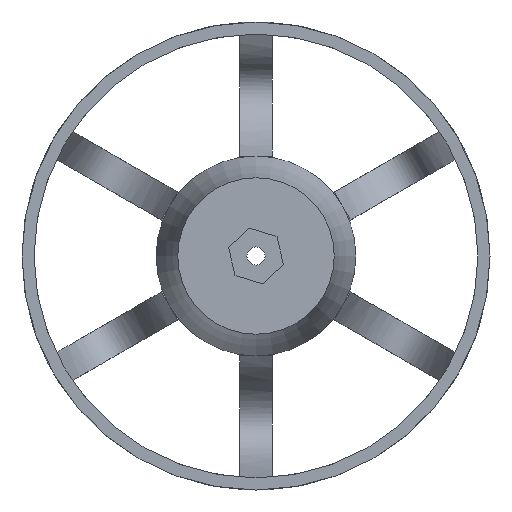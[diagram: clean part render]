
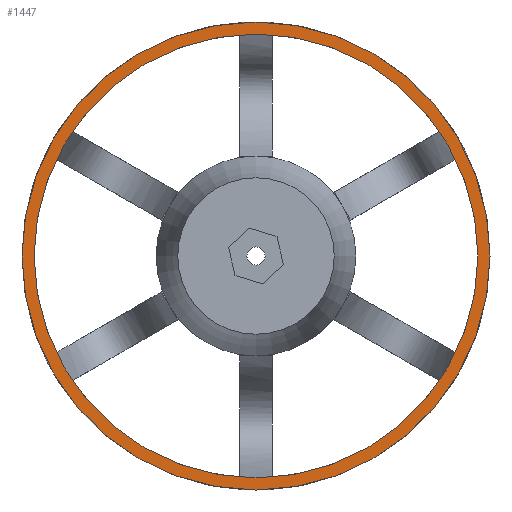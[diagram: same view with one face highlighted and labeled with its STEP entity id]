
A CAD part, left-side view. The second image highlights one B-rep face of the part: STEP entity #1447.
In plain terms, the highlighted planar face has unit normal (-1, 0, 0).
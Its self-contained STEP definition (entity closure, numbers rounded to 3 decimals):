
#19=FACE_BOUND('',#446,.T.);
#27=CIRCLE('',#1487,55.);
#39=CIRCLE('',#1526,58.);
#103=PLANE('',#1525);
#373=FACE_OUTER_BOUND('',#445,.T.);
#445=EDGE_LOOP('',(#1256));
#446=EDGE_LOOP('',(#1257));
#611=VERTEX_POINT('',#3242);
#674=VERTEX_POINT('',#4645);
#780=EDGE_CURVE('',#611,#611,#27,.T.);
#886=EDGE_CURVE('',#674,#674,#39,.T.);
#1256=ORIENTED_EDGE('',*,*,#886,.T.);
#1257=ORIENTED_EDGE('',*,*,#780,.T.);
#1447=ADVANCED_FACE('',(#373,#19),#103,.F.);
#1487=AXIS2_PLACEMENT_3D('',#3244,#1597,#1598);
#1525=AXIS2_PLACEMENT_3D('',#4644,#1720,#1721);
#1526=AXIS2_PLACEMENT_3D('',#4646,#1722,#1723);
#1597=DIRECTION('center_axis',(1.,0.,0.));
#1598=DIRECTION('ref_axis',(0.,1.,0.));
#1720=DIRECTION('center_axis',(1.,0.,0.));
#1721=DIRECTION('ref_axis',(0.,1.,0.));
#1722=DIRECTION('center_axis',(-1.,0.,0.));
#1723=DIRECTION('ref_axis',(0.,1.,0.));
#3242=CARTESIAN_POINT('',(-20.,-55.,0.));
#3244=CARTESIAN_POINT('Origin',(-20.,0.,0.));
#4644=CARTESIAN_POINT('Origin',(-20.,0.,0.));
#4645=CARTESIAN_POINT('',(-20.,-58.,0.));
#4646=CARTESIAN_POINT('Origin',(-20.,0.,0.));
